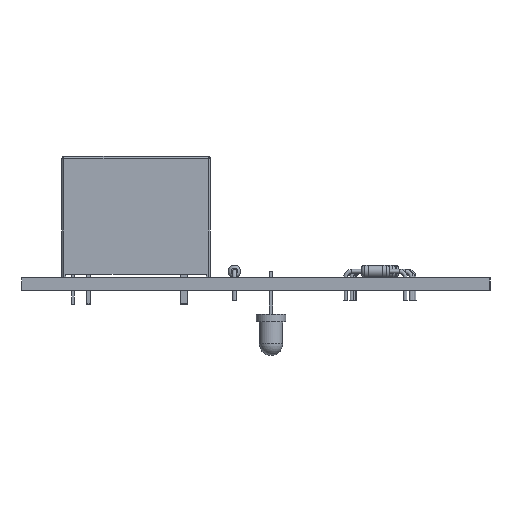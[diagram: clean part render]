
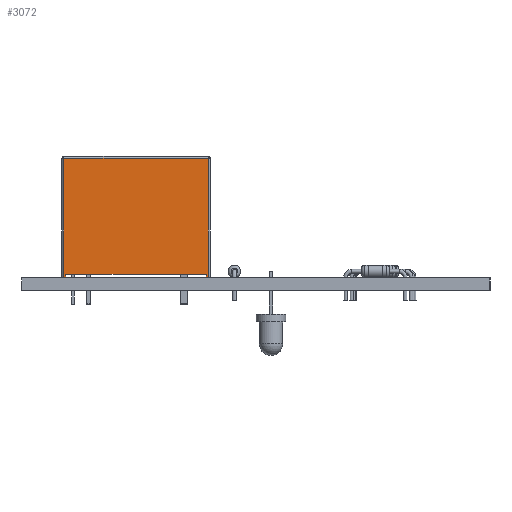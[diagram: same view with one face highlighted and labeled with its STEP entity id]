
A CAD part, left-side view. The second image highlights one B-rep face of the part: STEP entity #3072.
In plain terms, the highlighted face is planar.
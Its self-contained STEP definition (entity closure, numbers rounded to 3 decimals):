
#992 = PLANE('',#993);
#993 = AXIS2_PLACEMENT_3D('',#994,#995,#996);
#994 = CARTESIAN_POINT('',(8.1,0.,0.4));
#995 = DIRECTION('',(-0.,-0.,-1.));
#996 = DIRECTION('',(-1.,0.,0.));
#1204 = VERTEX_POINT('',#1205);
#1205 = CARTESIAN_POINT('',(17.1,-7.6,0.4));
#1219 = PLANE('',#1220);
#1220 = AXIS2_PLACEMENT_3D('',#1221,#1222,#1223);
#1221 = CARTESIAN_POINT('',(17.1,7.6,0.02));
#1222 = DIRECTION('',(1.,0.,0.));
#1223 = DIRECTION('',(0.,-1.,0.));
#1231 = EDGE_CURVE('',#1232,#1204,#1234,.T.);
#1232 = VERTEX_POINT('',#1233);
#1233 = CARTESIAN_POINT('',(-0.9,-7.6,0.4));
#1234 = SURFACE_CURVE('',#1235,(#1239,#1246),.PCURVE_S1.);
#1235 = LINE('',#1236,#1237);
#1236 = CARTESIAN_POINT('',(12.85,-7.6,0.4));
#1237 = VECTOR('',#1238,1.);
#1238 = DIRECTION('',(1.,0.,0.));
#1239 = PCURVE('',#992,#1240);
#1240 = DEFINITIONAL_REPRESENTATION('',(#1241),#1245);
#1241 = LINE('',#1242,#1243);
#1242 = CARTESIAN_POINT('',(-4.75,-7.6));
#1243 = VECTOR('',#1244,1.);
#1244 = DIRECTION('',(-1.,0.));
#1245 = ( GEOMETRIC_REPRESENTATION_CONTEXT(2) 
PARAMETRIC_REPRESENTATION_CONTEXT() REPRESENTATION_CONTEXT('2D SPACE',''
  ) );
#1246 = PCURVE('',#1247,#1252);
#1247 = PLANE('',#1248);
#1248 = AXIS2_PLACEMENT_3D('',#1249,#1250,#1251);
#1249 = CARTESIAN_POINT('',(17.6,-7.6,0.02));
#1250 = DIRECTION('',(0.,-1.,0.));
#1251 = DIRECTION('',(-1.,0.,0.));
#1252 = DEFINITIONAL_REPRESENTATION('',(#1253),#1257);
#1253 = LINE('',#1254,#1255);
#1254 = CARTESIAN_POINT('',(4.75,-0.38));
#1255 = VECTOR('',#1256,1.);
#1256 = DIRECTION('',(-1.,0.));
#1257 = ( GEOMETRIC_REPRESENTATION_CONTEXT(2) 
PARAMETRIC_REPRESENTATION_CONTEXT() REPRESENTATION_CONTEXT('2D SPACE',''
  ) );
#1275 = PLANE('',#1276);
#1276 = AXIS2_PLACEMENT_3D('',#1277,#1278,#1279);
#1277 = CARTESIAN_POINT('',(-0.9,-8.6,0.02));
#1278 = DIRECTION('',(-1.,0.,0.));
#1279 = DIRECTION('',(0.,1.,0.));
#2637 = CYLINDRICAL_SURFACE('',#2638,0.25);
#2638 = AXIS2_PLACEMENT_3D('',#2639,#2640,#2641);
#2639 = CARTESIAN_POINT('',(17.35,-7.35,0.02));
#2640 = DIRECTION('',(0.,0.,1.));
#2641 = DIRECTION('',(0.,-1.,0.));
#2665 = PLANE('',#2666);
#2666 = AXIS2_PLACEMENT_3D('',#2667,#2668,#2669);
#2667 = CARTESIAN_POINT('',(8.1,0.,0.02));
#2668 = DIRECTION('',(0.,0.,-1.));
#2669 = DIRECTION('',(-1.,0.,0.));
#2909 = PLANE('',#2910);
#2910 = AXIS2_PLACEMENT_3D('',#2911,#2912,#2913);
#2911 = CARTESIAN_POINT('',(8.1,0.,0.02));
#2912 = DIRECTION('',(0.,0.,-1.));
#2913 = DIRECTION('',(-1.,0.,0.));
#2937 = CYLINDRICAL_SURFACE('',#2938,0.25);
#2938 = AXIS2_PLACEMENT_3D('',#2939,#2940,#2941);
#2939 = CARTESIAN_POINT('',(-1.15,-7.35,0.02));
#2940 = DIRECTION('',(0.,0.,1.));
#2941 = DIRECTION('',(-1.,0.,0.));
#2979 = VERTEX_POINT('',#2980);
#2980 = CARTESIAN_POINT('',(17.1,-7.6,0.02));
#3003 = EDGE_CURVE('',#2979,#1204,#3004,.T.);
#3004 = SURFACE_CURVE('',#3005,(#3009,#3016),.PCURVE_S1.);
#3005 = LINE('',#3006,#3007);
#3006 = CARTESIAN_POINT('',(17.1,-7.6,0.02));
#3007 = VECTOR('',#3008,1.);
#3008 = DIRECTION('',(0.,0.,1.));
#3009 = PCURVE('',#1219,#3010);
#3010 = DEFINITIONAL_REPRESENTATION('',(#3011),#3015);
#3011 = LINE('',#3012,#3013);
#3012 = CARTESIAN_POINT('',(15.2,0.));
#3013 = VECTOR('',#3014,1.);
#3014 = DIRECTION('',(0.,-1.));
#3015 = ( GEOMETRIC_REPRESENTATION_CONTEXT(2) 
PARAMETRIC_REPRESENTATION_CONTEXT() REPRESENTATION_CONTEXT('2D SPACE',''
  ) );
#3016 = PCURVE('',#1247,#3017);
#3017 = DEFINITIONAL_REPRESENTATION('',(#3018),#3022);
#3018 = LINE('',#3019,#3020);
#3019 = CARTESIAN_POINT('',(0.5,0.));
#3020 = VECTOR('',#3021,1.);
#3021 = DIRECTION('',(0.,-1.));
#3022 = ( GEOMETRIC_REPRESENTATION_CONTEXT(2) 
PARAMETRIC_REPRESENTATION_CONTEXT() REPRESENTATION_CONTEXT('2D SPACE',''
  ) );
#3072 = ADVANCED_FACE('',(#3073),#1247,.T.);
#3073 = FACE_BOUND('',#3074,.T.);
#3074 = EDGE_LOOP('',(#3075,#3100,#3128,#3151,#3174,#3195,#3196,#3197));
#3075 = ORIENTED_EDGE('',*,*,#3076,.T.);
#3076 = EDGE_CURVE('',#3077,#3079,#3081,.T.);
#3077 = VERTEX_POINT('',#3078);
#3078 = CARTESIAN_POINT('',(17.35,-7.6,0.02));
#3079 = VERTEX_POINT('',#3080);
#3080 = CARTESIAN_POINT('',(17.35,-7.6,15.27));
#3081 = SURFACE_CURVE('',#3082,(#3086,#3093),.PCURVE_S1.);
#3082 = LINE('',#3083,#3084);
#3083 = CARTESIAN_POINT('',(17.35,-7.6,0.02));
#3084 = VECTOR('',#3085,1.);
#3085 = DIRECTION('',(0.,0.,1.));
#3086 = PCURVE('',#1247,#3087);
#3087 = DEFINITIONAL_REPRESENTATION('',(#3088),#3092);
#3088 = LINE('',#3089,#3090);
#3089 = CARTESIAN_POINT('',(0.25,0.));
#3090 = VECTOR('',#3091,1.);
#3091 = DIRECTION('',(0.,-1.));
#3092 = ( GEOMETRIC_REPRESENTATION_CONTEXT(2) 
PARAMETRIC_REPRESENTATION_CONTEXT() REPRESENTATION_CONTEXT('2D SPACE',''
  ) );
#3093 = PCURVE('',#2637,#3094);
#3094 = DEFINITIONAL_REPRESENTATION('',(#3095),#3099);
#3095 = LINE('',#3096,#3097);
#3096 = CARTESIAN_POINT('',(0.,0.));
#3097 = VECTOR('',#3098,1.);
#3098 = DIRECTION('',(0.,1.));
#3099 = ( GEOMETRIC_REPRESENTATION_CONTEXT(2) 
PARAMETRIC_REPRESENTATION_CONTEXT() REPRESENTATION_CONTEXT('2D SPACE',''
  ) );
#3100 = ORIENTED_EDGE('',*,*,#3101,.T.);
#3101 = EDGE_CURVE('',#3079,#3102,#3104,.T.);
#3102 = VERTEX_POINT('',#3103);
#3103 = CARTESIAN_POINT('',(-1.15,-7.6,15.27));
#3104 = SURFACE_CURVE('',#3105,(#3109,#3116),.PCURVE_S1.);
#3105 = LINE('',#3106,#3107);
#3106 = CARTESIAN_POINT('',(17.35,-7.6,15.27));
#3107 = VECTOR('',#3108,1.);
#3108 = DIRECTION('',(-1.,0.,0.));
#3109 = PCURVE('',#1247,#3110);
#3110 = DEFINITIONAL_REPRESENTATION('',(#3111),#3115);
#3111 = LINE('',#3112,#3113);
#3112 = CARTESIAN_POINT('',(0.25,-15.25));
#3113 = VECTOR('',#3114,1.);
#3114 = DIRECTION('',(1.,0.));
#3115 = ( GEOMETRIC_REPRESENTATION_CONTEXT(2) 
PARAMETRIC_REPRESENTATION_CONTEXT() REPRESENTATION_CONTEXT('2D SPACE',''
  ) );
#3116 = PCURVE('',#3117,#3122);
#3117 = CYLINDRICAL_SURFACE('',#3118,0.25);
#3118 = AXIS2_PLACEMENT_3D('',#3119,#3120,#3121);
#3119 = CARTESIAN_POINT('',(17.35,-7.35,15.27));
#3120 = DIRECTION('',(-1.,0.,0.));
#3121 = DIRECTION('',(0.,0.,1.));
#3122 = DEFINITIONAL_REPRESENTATION('',(#3123),#3127);
#3123 = LINE('',#3124,#3125);
#3124 = CARTESIAN_POINT('',(4.712,0.));
#3125 = VECTOR('',#3126,1.);
#3126 = DIRECTION('',(0.,1.));
#3127 = ( GEOMETRIC_REPRESENTATION_CONTEXT(2) 
PARAMETRIC_REPRESENTATION_CONTEXT() REPRESENTATION_CONTEXT('2D SPACE',''
  ) );
#3128 = ORIENTED_EDGE('',*,*,#3129,.F.);
#3129 = EDGE_CURVE('',#3130,#3102,#3132,.T.);
#3130 = VERTEX_POINT('',#3131);
#3131 = CARTESIAN_POINT('',(-1.15,-7.6,0.02));
#3132 = SURFACE_CURVE('',#3133,(#3137,#3144),.PCURVE_S1.);
#3133 = LINE('',#3134,#3135);
#3134 = CARTESIAN_POINT('',(-1.15,-7.6,0.02));
#3135 = VECTOR('',#3136,1.);
#3136 = DIRECTION('',(0.,0.,1.));
#3137 = PCURVE('',#1247,#3138);
#3138 = DEFINITIONAL_REPRESENTATION('',(#3139),#3143);
#3139 = LINE('',#3140,#3141);
#3140 = CARTESIAN_POINT('',(18.75,0.));
#3141 = VECTOR('',#3142,1.);
#3142 = DIRECTION('',(0.,-1.));
#3143 = ( GEOMETRIC_REPRESENTATION_CONTEXT(2) 
PARAMETRIC_REPRESENTATION_CONTEXT() REPRESENTATION_CONTEXT('2D SPACE',''
  ) );
#3144 = PCURVE('',#2937,#3145);
#3145 = DEFINITIONAL_REPRESENTATION('',(#3146),#3150);
#3146 = LINE('',#3147,#3148);
#3147 = CARTESIAN_POINT('',(1.571,0.));
#3148 = VECTOR('',#3149,1.);
#3149 = DIRECTION('',(0.,1.));
#3150 = ( GEOMETRIC_REPRESENTATION_CONTEXT(2) 
PARAMETRIC_REPRESENTATION_CONTEXT() REPRESENTATION_CONTEXT('2D SPACE',''
  ) );
#3151 = ORIENTED_EDGE('',*,*,#3152,.F.);
#3152 = EDGE_CURVE('',#3153,#3130,#3155,.T.);
#3153 = VERTEX_POINT('',#3154);
#3154 = CARTESIAN_POINT('',(-0.9,-7.6,0.02));
#3155 = SURFACE_CURVE('',#3156,(#3160,#3167),.PCURVE_S1.);
#3156 = LINE('',#3157,#3158);
#3157 = CARTESIAN_POINT('',(17.6,-7.6,0.02));
#3158 = VECTOR('',#3159,1.);
#3159 = DIRECTION('',(-1.,0.,0.));
#3160 = PCURVE('',#1247,#3161);
#3161 = DEFINITIONAL_REPRESENTATION('',(#3162),#3166);
#3162 = LINE('',#3163,#3164);
#3163 = CARTESIAN_POINT('',(0.,-0.));
#3164 = VECTOR('',#3165,1.);
#3165 = DIRECTION('',(1.,0.));
#3166 = ( GEOMETRIC_REPRESENTATION_CONTEXT(2) 
PARAMETRIC_REPRESENTATION_CONTEXT() REPRESENTATION_CONTEXT('2D SPACE',''
  ) );
#3167 = PCURVE('',#2909,#3168);
#3168 = DEFINITIONAL_REPRESENTATION('',(#3169),#3173);
#3169 = LINE('',#3170,#3171);
#3170 = CARTESIAN_POINT('',(-9.5,-7.6));
#3171 = VECTOR('',#3172,1.);
#3172 = DIRECTION('',(1.,0.));
#3173 = ( GEOMETRIC_REPRESENTATION_CONTEXT(2) 
PARAMETRIC_REPRESENTATION_CONTEXT() REPRESENTATION_CONTEXT('2D SPACE',''
  ) );
#3174 = ORIENTED_EDGE('',*,*,#3175,.F.);
#3175 = EDGE_CURVE('',#1232,#3153,#3176,.T.);
#3176 = SURFACE_CURVE('',#3177,(#3181,#3188),.PCURVE_S1.);
#3177 = LINE('',#3178,#3179);
#3178 = CARTESIAN_POINT('',(-0.9,-7.6,0.02));
#3179 = VECTOR('',#3180,1.);
#3180 = DIRECTION('',(-0.,-0.,-1.));
#3181 = PCURVE('',#1247,#3182);
#3182 = DEFINITIONAL_REPRESENTATION('',(#3183),#3187);
#3183 = LINE('',#3184,#3185);
#3184 = CARTESIAN_POINT('',(18.5,0.));
#3185 = VECTOR('',#3186,1.);
#3186 = DIRECTION('',(0.,1.));
#3187 = ( GEOMETRIC_REPRESENTATION_CONTEXT(2) 
PARAMETRIC_REPRESENTATION_CONTEXT() REPRESENTATION_CONTEXT('2D SPACE',''
  ) );
#3188 = PCURVE('',#1275,#3189);
#3189 = DEFINITIONAL_REPRESENTATION('',(#3190),#3194);
#3190 = LINE('',#3191,#3192);
#3191 = CARTESIAN_POINT('',(1.,0.));
#3192 = VECTOR('',#3193,1.);
#3193 = DIRECTION('',(0.,1.));
#3194 = ( GEOMETRIC_REPRESENTATION_CONTEXT(2) 
PARAMETRIC_REPRESENTATION_CONTEXT() REPRESENTATION_CONTEXT('2D SPACE',''
  ) );
#3195 = ORIENTED_EDGE('',*,*,#1231,.T.);
#3196 = ORIENTED_EDGE('',*,*,#3003,.F.);
#3197 = ORIENTED_EDGE('',*,*,#3198,.F.);
#3198 = EDGE_CURVE('',#3077,#2979,#3199,.T.);
#3199 = SURFACE_CURVE('',#3200,(#3204,#3211),.PCURVE_S1.);
#3200 = LINE('',#3201,#3202);
#3201 = CARTESIAN_POINT('',(17.6,-7.6,0.02));
#3202 = VECTOR('',#3203,1.);
#3203 = DIRECTION('',(-1.,0.,0.));
#3204 = PCURVE('',#1247,#3205);
#3205 = DEFINITIONAL_REPRESENTATION('',(#3206),#3210);
#3206 = LINE('',#3207,#3208);
#3207 = CARTESIAN_POINT('',(0.,-0.));
#3208 = VECTOR('',#3209,1.);
#3209 = DIRECTION('',(1.,0.));
#3210 = ( GEOMETRIC_REPRESENTATION_CONTEXT(2) 
PARAMETRIC_REPRESENTATION_CONTEXT() REPRESENTATION_CONTEXT('2D SPACE',''
  ) );
#3211 = PCURVE('',#2665,#3212);
#3212 = DEFINITIONAL_REPRESENTATION('',(#3213),#3217);
#3213 = LINE('',#3214,#3215);
#3214 = CARTESIAN_POINT('',(-9.5,-7.6));
#3215 = VECTOR('',#3216,1.);
#3216 = DIRECTION('',(1.,0.));
#3217 = ( GEOMETRIC_REPRESENTATION_CONTEXT(2) 
PARAMETRIC_REPRESENTATION_CONTEXT() REPRESENTATION_CONTEXT('2D SPACE',''
  ) );
